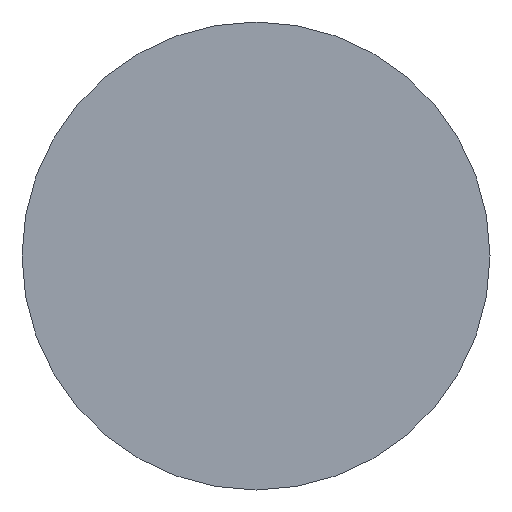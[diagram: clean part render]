
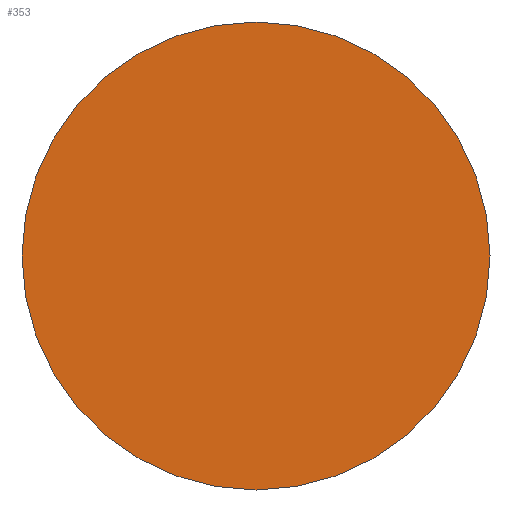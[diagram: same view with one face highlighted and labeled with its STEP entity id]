
A CAD part, left-side view. The second image highlights one B-rep face of the part: STEP entity #353.
In plain terms, the highlighted planar face has unit normal (-1, 0, 0).
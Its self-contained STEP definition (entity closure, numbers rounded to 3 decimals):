
#41 = AXIS2_PLACEMENT_3D ( 'NONE', #548, #201, #553 ) ;
#44 = CIRCLE ( 'NONE', #145, 0.95 ) ;
#79 = EDGE_LOOP ( 'NONE', ( #93, #405 ) ) ;
#93 = ORIENTED_EDGE ( 'NONE', *, *, #518, .F. ) ;
#97 = CIRCLE ( 'NONE', #555, 0.95 ) ;
#145 = AXIS2_PLACEMENT_3D ( 'NONE', #503, #239, #414 ) ;
#155 = PLANE ( 'NONE',  #41 ) ;
#201 = DIRECTION ( 'NONE',  ( 1., 0., 0. ) ) ;
#239 = DIRECTION ( 'NONE',  ( 1., 0., 0. ) ) ;
#258 = CARTESIAN_POINT ( 'NONE',  ( 0., -0.95, 0. ) ) ;
#289 = EDGE_CURVE ( 'NONE', #509, #450, #44, .T. ) ;
#350 = DIRECTION ( 'NONE',  ( 1., 0., 0. ) ) ;
#353 = ADVANCED_FACE ( 'NONE', ( #479 ), #155, .F. ) ;
#405 = ORIENTED_EDGE ( 'NONE', *, *, #289, .F. ) ;
#414 = DIRECTION ( 'NONE',  ( 0., 1., 0. ) ) ;
#428 = CARTESIAN_POINT ( 'NONE',  ( 0., 0.95, 0. ) ) ;
#436 = CARTESIAN_POINT ( 'NONE',  ( 0., 0., 0. ) ) ;
#440 = DIRECTION ( 'NONE',  ( 0., 1., 0. ) ) ;
#450 = VERTEX_POINT ( 'NONE', #428 ) ;
#479 = FACE_OUTER_BOUND ( 'NONE', #79, .T. ) ;
#503 = CARTESIAN_POINT ( 'NONE',  ( 0., 0., 0. ) ) ;
#509 = VERTEX_POINT ( 'NONE', #258 ) ;
#518 = EDGE_CURVE ( 'NONE', #450, #509, #97, .T. ) ;
#548 = CARTESIAN_POINT ( 'NONE',  ( 0., 0., 0. ) ) ;
#553 = DIRECTION ( 'NONE',  ( 0., 1., 0. ) ) ;
#555 = AXIS2_PLACEMENT_3D ( 'NONE', #436, #350, #440 ) ;
